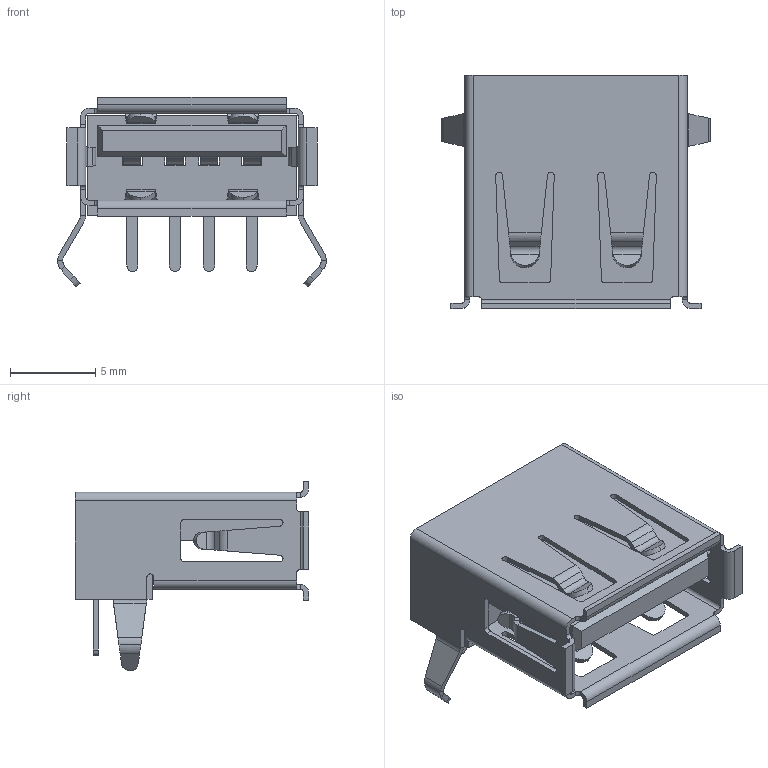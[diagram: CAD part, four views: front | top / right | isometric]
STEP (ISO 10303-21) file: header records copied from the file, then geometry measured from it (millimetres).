
FILE_DESCRIPTION(('FreeCAD Model'),'2;1');
FILE_NAME('Fusion006.step', '2017-05-09T16:07:25',('kicad StepUp'),('ksu MCAD'), 'Open CASCADE STEP processor 6.8','FreeCAD','Unknown');
FILE_SCHEMA(('AUTOMOTIVE_DESIGN_CC2 { 1 2 10303 214 -1 1 5 4 }'));
Length unit declared in the file: millimetre
Products named in the file (2): ASSEMBLY; Fusion006
Assembly tree (1 placements, depth 2):
  ASSEMBLY
    Fusion006
Bounding box: 15.8 x 13.7 x 11.15 mm (x, y, z)
Volume: 571.5 mm3; surface area: 1746.5 mm2
Topology: 6 solids, 6 shells, 401 faces, 1058 edges, 660 vertices
Faces by surface type: plane 223, cylinder 126, bspline 52
Entity records: 15733 total; most frequent: CARTESIAN_POINT 3441, ORIENTED_EDGE 2116, DIRECTION 1800, EDGE_CURVE 1058, LINE 738, VECTOR 738, VERTEX_POINT 660, AXIS2_PLACEMENT_3D 531
